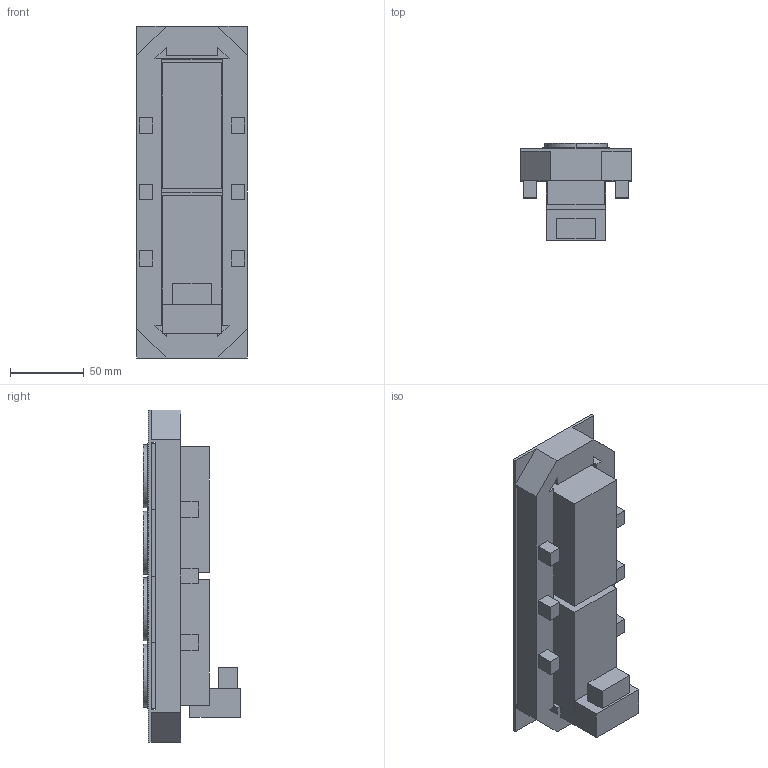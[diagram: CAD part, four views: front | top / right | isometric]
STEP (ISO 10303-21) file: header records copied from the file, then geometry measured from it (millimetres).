
FILE_DESCRIPTION((''),'2;1');
FILE_NAME('ASM0001_ASM','2025-08-11T13:22:28',('goergem'),(''),'CREO PARAMETRIC BY PTC INC, 2022281','CREO PARAMETRIC BY PTC INC, 2022281','');
FILE_SCHEMA(('AUTOMOTIVE_DESIGN { 1 0 10303 214 1 1 1 1 }'));
Length unit declared in the file: millimetre
Products named in the file (9): GTVR400_1; SOCKEL-2-FACH-VEREINFACHT_8; ABDECKUNG-SIMPLIFIED_9; ESR2339010-VEREINFACHT_ASM_7_AF0_ASM; ESR2332004_1_AF0_ASM; ESR2339010-VEREINFACHT_ASM_7_AF1_ASM; ESR2332004_1_AF1_ASM; PRT0002; ASM0001_ASM
Assembly tree (12 placements, depth 4):
  ASM0001_ASM
    GTVR400_1
    ESR2332004_1_AF0_ASM
      ESR2339010-VEREINFACHT_ASM_7_AF0_ASM
        SOCKEL-2-FACH-VEREINFACHT_8
        ABDECKUNG-SIMPLIFIED_9  x2
    ESR2332004_1_AF1_ASM
      ESR2339010-VEREINFACHT_ASM_7_AF1_ASM
        SOCKEL-2-FACH-VEREINFACHT_8
        ABDECKUNG-SIMPLIFIED_9  x2
    PRT0002
Bounding box: 75 x 65.83 x 225 mm (x, y, z)
Volume: 272318.8 mm3; surface area: 144497.7 mm2
Topology: 8 solids, 8 shells, 188 faces, 488 edges, 334 vertices
Faces by surface type: plane 148, cylinder 40
Entity records: 9963 total; most frequent: CARTESIAN_POINT 2722, DIRECTION 1003, POLYLINE 904, ORIENTED_EDGE 596, AXIS2_PLACEMENT_3D 325, VECTOR 306, LINE 306, PROPERTY_DEFINITION 300
